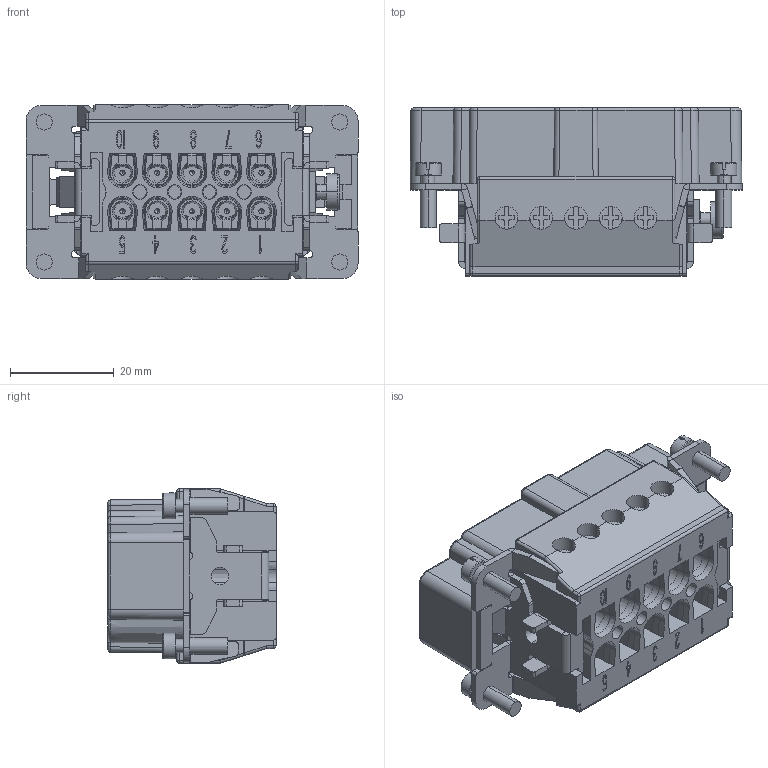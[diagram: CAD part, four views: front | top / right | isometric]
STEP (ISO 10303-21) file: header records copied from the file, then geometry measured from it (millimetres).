
FILE_DESCRIPTION((''),'2;1');
FILE_NAME('HE-010-M','2017-07-26T',('tl.yang'),(''),'PRO/ENGINEER BY PARAMETRIC TECHNOLOGY CORPORATION, 2011500','PRO/ENGINEER BY PARAMETRIC TECHNOLOGY CORPORATION, 2011500','');
FILE_SCHEMA(('CONFIG_CONTROL_DESIGN'));
Products named in the file (1): HE-010-M
Bounding box: 64 x 32.4 x 33.6 mm (x, y, z)
Volume: 26887 mm3; surface area: 25168 mm2
Topology: 2 solids, 2 shells, 2901 faces, 7865 edges, 5009 vertices
Faces by surface type: plane 1774, cylinder 741, cone 156, bspline 106, extrusion 60, torus 36, sphere 28
Entity records: 97770 total; most frequent: CARTESIAN_POINT 26148, ORIENTED_EDGE 15618, DIRECTION 13811, EDGE_CURVE 7809, VECTOR 5401, LINE 5341, VERTEX_POINT 5009, AXIS2_PLACEMENT_3D 4205
